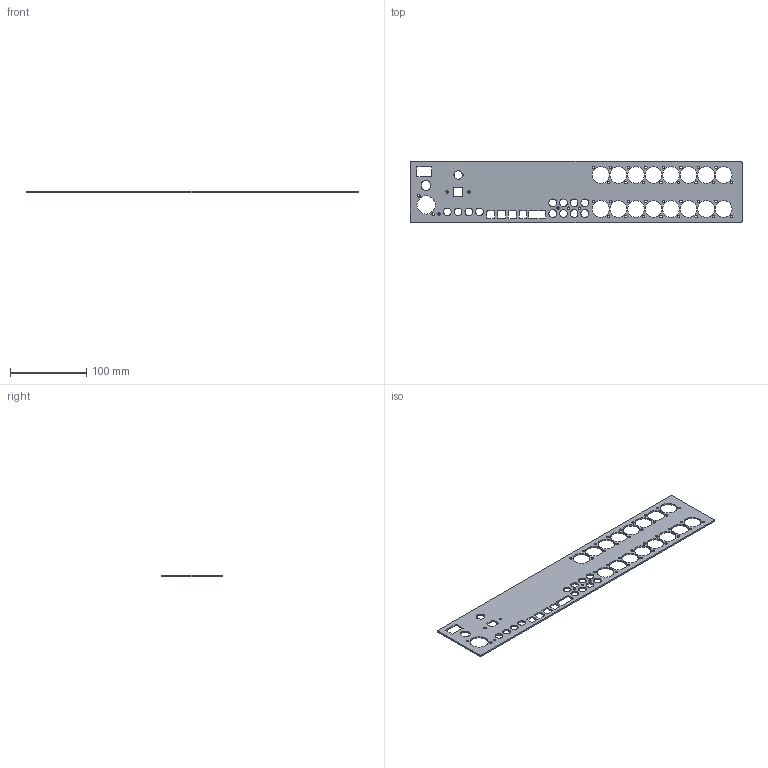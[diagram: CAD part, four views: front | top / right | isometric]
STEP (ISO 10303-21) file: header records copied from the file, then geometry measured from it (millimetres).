
FILE_DESCRIPTION(('STEP AP214'),'1');
FILE_NAME('Panel-B+Powercon.stp','2020-02-19T05:00:15',(' '),(' '),'Spatial InterOp 3D',' ',' ');
FILE_SCHEMA(('AUTOMOTIVE_DESIGN { 1 0 10303 214 1 1 1 1 }'));
Length unit declared in the file: metre
Products named in the file (1): 1574089546
Bounding box: 435 x 80 x 2 mm (x, y, z)
Volume: 51402.8 mm3; surface area: 58215.5 mm2
Topology: 1 solids, 1 shells, 149 faces, 510 edges, 363 vertices
Faces by surface type: cylinder 104, plane 45
Full cylindrical faces by diameter (mm): 3.2 x38, 3.5 x2, 10 x4, 10.2 x8, 22 x16, 23.9 x1
Entity records: 6259 total; most frequent: DIRECTION 880, CARTESIAN_POINT 816, ORIENTED_EDGE 744, EDGE_LOOP 374, EDGE_CURVE 372, AXIS2_PLACEMENT_3D 358, VERTEX_POINT 294, FACE_OUTER_BOUND 218
